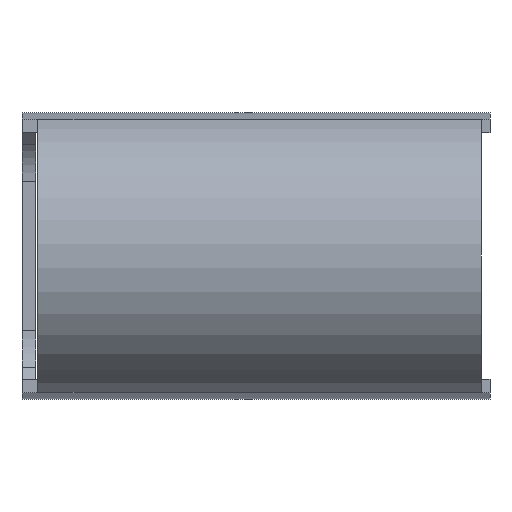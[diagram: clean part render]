
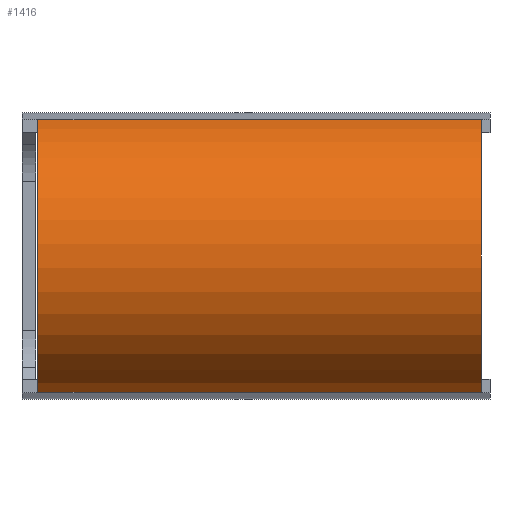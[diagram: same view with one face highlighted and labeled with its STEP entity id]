
A CAD part, front view. The second image highlights one B-rep face of the part: STEP entity #1416.
In plain terms, the highlighted cylindrical face has radius 12.55 mm (diameter 25.1 mm), a partial arc.
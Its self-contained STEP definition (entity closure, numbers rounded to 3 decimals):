
#168=FACE_OUTER_BOUND('',#242,.T.);
#242=EDGE_LOOP('',(#1241,#1242,#1243,#1244));
#354=LINE('',#2290,#504);
#386=LINE('',#2446,#536);
#504=VECTOR('',#1822,10.);
#536=VECTOR('',#1900,10.);
#578=CIRCLE('',#1539,12.55);
#583=CIRCLE('',#1554,12.55);
#669=VERTEX_POINT('',#2287);
#670=VERTEX_POINT('',#2289);
#683=VERTEX_POINT('',#2329);
#707=VERTEX_POINT('',#2444);
#848=EDGE_CURVE('',#670,#669,#354,.T.);
#864=EDGE_CURVE('',#670,#683,#578,.T.);
#897=EDGE_CURVE('',#707,#669,#583,.T.);
#898=EDGE_CURVE('',#683,#707,#386,.T.);
#1241=ORIENTED_EDGE('',*,*,#897,.F.);
#1242=ORIENTED_EDGE('',*,*,#898,.F.);
#1243=ORIENTED_EDGE('',*,*,#864,.F.);
#1244=ORIENTED_EDGE('',*,*,#848,.T.);
#1355=CYLINDRICAL_SURFACE('',#1553,12.55);
#1416=ADVANCED_FACE('',(#168),#1355,.T.);
#1539=AXIS2_PLACEMENT_3D('',#2330,#1846,#1847);
#1553=AXIS2_PLACEMENT_3D('',#2443,#1896,#1897);
#1554=AXIS2_PLACEMENT_3D('',#2445,#1898,#1899);
#1822=DIRECTION('',(1.,0.,0.));
#1846=DIRECTION('center_axis',(-1.,0.,0.));
#1847=DIRECTION('ref_axis',(0.,0.,-1.));
#1896=DIRECTION('center_axis',(-1.,0.,0.));
#1897=DIRECTION('ref_axis',(0.,0.,1.));
#1898=DIRECTION('center_axis',(1.,0.,0.));
#1899=DIRECTION('ref_axis',(0.,0.,-1.));
#1900=DIRECTION('',(1.,0.,0.));
#2287=CARTESIAN_POINT('',(20.45,-3.825,-11.953));
#2289=CARTESIAN_POINT('',(-18.45,-3.825,-11.953));
#2290=CARTESIAN_POINT('',(0.,-3.825,-11.953));
#2329=CARTESIAN_POINT('',(-18.45,-3.825,11.953));
#2330=CARTESIAN_POINT('Origin',(-18.45,0.,0.));
#2443=CARTESIAN_POINT('Origin',(0.,0.,0.));
#2444=CARTESIAN_POINT('',(20.45,-3.825,11.953));
#2445=CARTESIAN_POINT('Origin',(20.45,0.,0.));
#2446=CARTESIAN_POINT('',(0.,-3.825,11.953));
